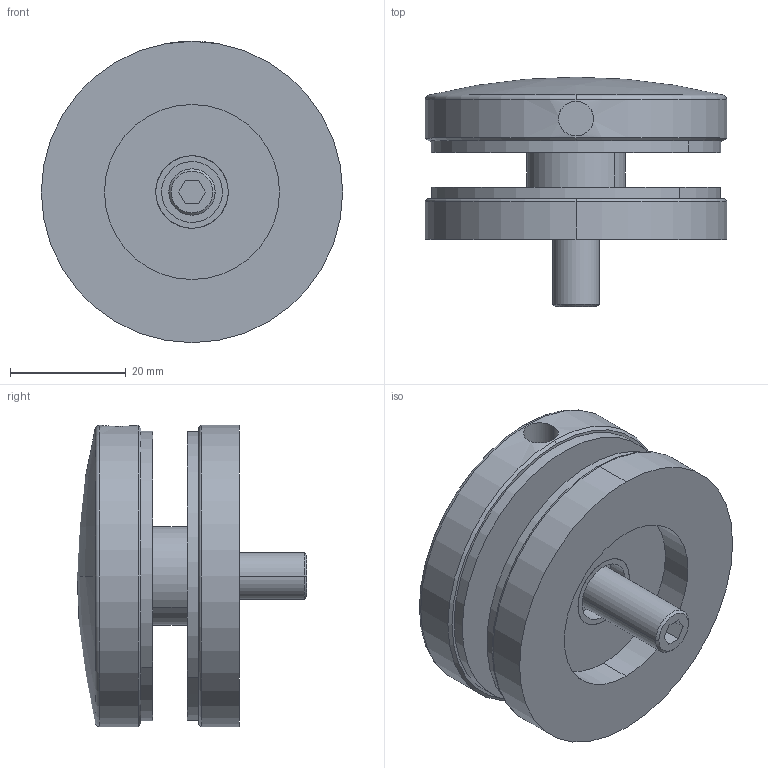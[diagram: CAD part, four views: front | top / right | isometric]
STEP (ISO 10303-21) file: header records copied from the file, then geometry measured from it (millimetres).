
FILE_DESCRIPTION (( 'STEP AP203' ), '1' );
FILE_NAME ('BR-OT52-ALU.STEP', '2018-05-24T08:46:22', ( '' ), ( '' ), 'SwSTEP 2.0', 'SolidWorks 2015', '' );
FILE_SCHEMA (( 'CONFIG_CONTROL_DESIGN' ));
Length unit declared in the file: millimetre
Products named in the file (6): BR-OT52-XXX Teil4_BR-OT52-ALU Teil4; BR-OT52-XXX Teil3_BR-OT52-XXX Teil3; BR-OT52-ALU; BR-OT52-XXX Teil2_BR-OT52-XXX Teil2; DIN913 M8xXX Konfig_DIN913 M8x35; BR-OT52-XXX Teil1_BR-OT52-ALU Teil1
Assembly tree (5 placements, depth 2):
  BR-OT52-ALU
    BR-OT52-XXX Teil1_BR-OT52-ALU Teil1
    BR-OT52-XXX Teil2_BR-OT52-XXX Teil2
    BR-OT52-XXX Teil3_BR-OT52-XXX Teil3
    DIN913 M8xXX Konfig_DIN913 M8x35
    BR-OT52-XXX Teil4_BR-OT52-ALU Teil4
Bounding box: 52 x 39.61 x 52 mm (x, y, z)
Volume: 40646.3 mm3; surface area: 21791.7 mm2
Topology: 5 solids, 5 shells, 308 faces, 785 edges, 518 vertices
Faces by surface type: plane 173, bspline 91, cylinder 28, cone 10, torus 4, sphere 2
Entity records: 14815 total; most frequent: CARTESIAN_POINT 7288, ORIENTED_EDGE 1566, DIRECTION 1121, EDGE_CURVE 783, VECTOR 523, LINE 523, VERTEX_POINT 518, EDGE_LOOP 347
